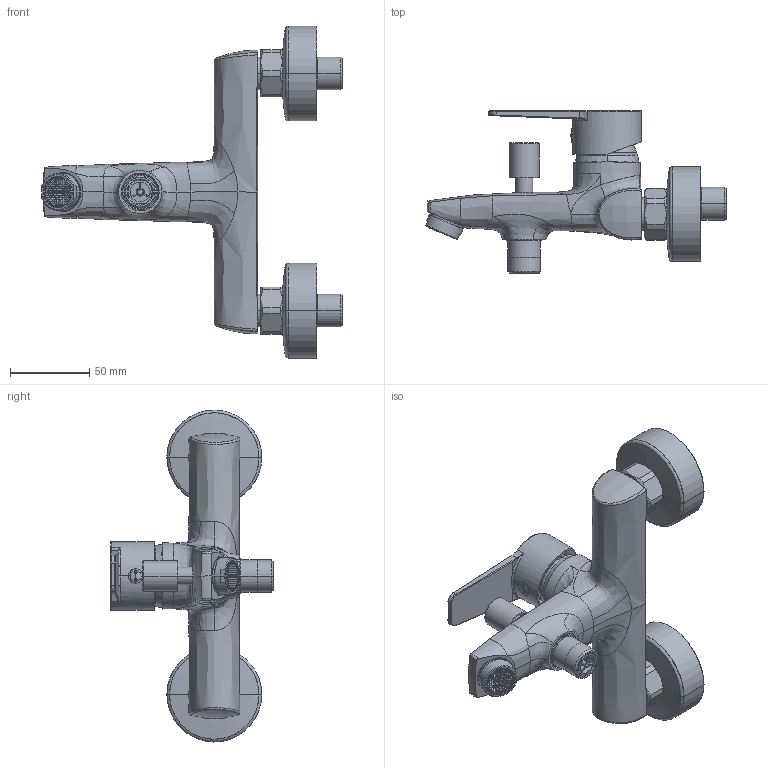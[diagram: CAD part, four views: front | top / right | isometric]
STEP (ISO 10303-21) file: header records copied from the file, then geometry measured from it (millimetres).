
FILE_DESCRIPTION((''),'2;1');
FILE_NAME('BTR1_ASM','2023-09-13T',('Administrator'),(''),'PRO/ENGINEER BY PARAMETRIC TECHNOLOGY CORPORATION, 2010430','PRO/ENGINEER BY PARAMETRIC TECHNOLOGY CORPORATION, 2010430','');
FILE_SCHEMA(('CONFIG_CONTROL_DESIGN'));
Length unit declared in the file: millimetre
Products named in the file (23): 2120168; 2710013; 2020004; 2020043; 2240131; 2620034; 2640087; 2630033; 2650095_ASM; 2650001; 2510022; 2550021; 2510016; 2050013; 2510104; 2050001; 2320003; 2340006; 2070001; 2210001; 2750012; 2540006; BTR1_ASM
Assembly tree (28 placements, depth 3):
  BTR1_ASM
    2120168
    2710013
    2020004
    2020043
    2240131
    2650095_ASM
      2620034
      2640087
      2630033
    2650001
    2510022  x2
    2550021  x2
    2510016  x2
    2050013  x2
    2510104  x2
    2050001
    2320003
    2340006
    2070001
    2210001
    2750012
    2540006  x2
Bounding box: 190.17 x 102.7 x 210 mm (x, y, z)
Volume: 175748.5 mm3; surface area: 176845.3 mm2
Topology: 28 solids, 55 shells, 2559 faces, 6929 edges, 4418 vertices
Faces by surface type: plane 1370, cylinder 559, bspline 318, cone 179, torus 123, extrusion 8, sphere 2
Entity records: 100430 total; most frequent: CARTESIAN_POINT 41715, ORIENTED_EDGE 13004, DIRECTION 10531, EDGE_CURVE 6546, VERTEX_POINT 4189, AXIS2_PLACEMENT_3D 3562, VECTOR 3407, LINE 3399
